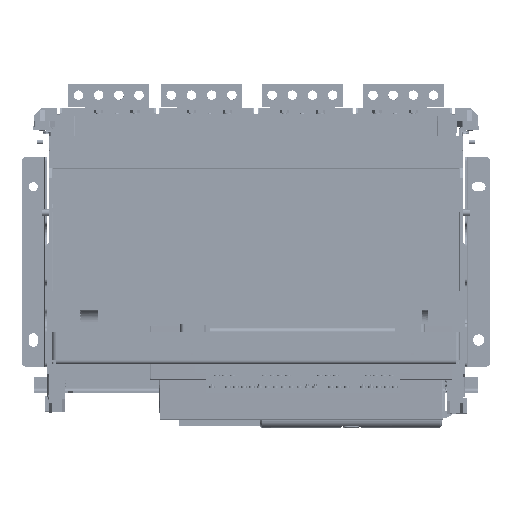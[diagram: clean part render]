
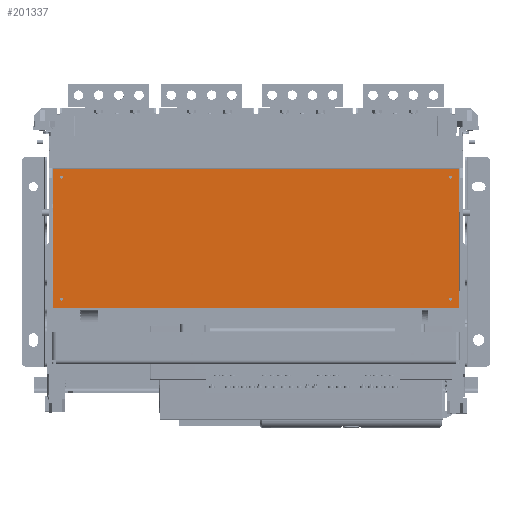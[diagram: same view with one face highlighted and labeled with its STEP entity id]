
A CAD part, top view. The second image highlights one B-rep face of the part: STEP entity #201337.
In plain terms, the highlighted planar face has unit normal (0, -0.005, 1).
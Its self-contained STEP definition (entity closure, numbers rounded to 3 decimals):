
#58733=DIRECTION('',(1.,0.,0.));
#58734=VECTOR('',#58733,504.);
#58735=CARTESIAN_POINT('',(-1.,84.812,
436.294));
#58736=LINE('',#58735,#58734);
#58861=DIRECTION('',(0.,-1.,-0.005));
#58862=VECTOR('',#58861,173.);
#58863=CARTESIAN_POINT('',(503.,257.81,437.205));
#58864=LINE('',#58863,#58862);
#58865=CARTESIAN_POINT('',(10.,246.81,437.147));
#58866=DIRECTION('',(0.,-0.005,1.));
#58867=DIRECTION('',(0.,1.,0.005));
#58868=AXIS2_PLACEMENT_3D('',#58865,#58866,#58867);
#58870=CARTESIAN_POINT('',(10.,246.81,437.147));
#58871=DIRECTION('',(0.,-0.005,1.));
#58872=DIRECTION('',(0.,-1.,
-0.005));
#58873=AXIS2_PLACEMENT_3D('',#58870,#58871,#58872);
#58875=CARTESIAN_POINT('',(492.,246.81,437.147));
#58876=DIRECTION('',(0.,-0.005,1.));
#58877=DIRECTION('',(0.,1.,0.005));
#58878=AXIS2_PLACEMENT_3D('',#58875,#58876,#58877);
#58880=CARTESIAN_POINT('',(492.,246.81,437.147));
#58881=DIRECTION('',(0.,-0.005,1.));
#58882=DIRECTION('',(0.,-1.,-0.005));
#58883=AXIS2_PLACEMENT_3D('',#58880,#58881,#58882);
#58885=CARTESIAN_POINT('',(10.,95.812,436.352));
#58886=DIRECTION('',(0.,-0.005,1.));
#58887=DIRECTION('',(0.,1.,0.005));
#58888=AXIS2_PLACEMENT_3D('',#58885,#58886,#58887);
#58890=CARTESIAN_POINT('',(10.,95.812,436.352));
#58891=DIRECTION('',(0.,-0.005,1.));
#58892=DIRECTION('',(0.,-1.,
-0.005));
#58893=AXIS2_PLACEMENT_3D('',#58890,#58891,#58892);
#58895=CARTESIAN_POINT('',(492.,95.812,436.352));
#58896=DIRECTION('',(0.,-0.005,1.));
#58897=DIRECTION('',(0.,1.,0.005));
#58898=AXIS2_PLACEMENT_3D('',#58895,#58896,#58897);
#58900=CARTESIAN_POINT('',(492.,95.812,436.352));
#58901=DIRECTION('',(0.,-0.005,1.));
#58902=DIRECTION('',(0.,-1.,-0.005));
#58903=AXIS2_PLACEMENT_3D('',#58900,#58901,#58902);
#58933=DIRECTION('',(-1.,0.,0.));
#58934=VECTOR('',#58933,504.);
#58935=CARTESIAN_POINT('',(503.,257.81,437.205));
#58936=LINE('',#58935,#58934);
#59129=DIRECTION('',(0.,-1.,-0.005));
#59130=VECTOR('',#59129,173.);
#59131=CARTESIAN_POINT('',(-1.,257.81,
437.205));
#59132=LINE('',#59131,#59130);
#111005=CARTESIAN_POINT('',(-1.,84.812,
436.294));
#111006=VERTEX_POINT('',#111005);
#111007=CARTESIAN_POINT('',(503.,84.812,436.294));
#111008=VERTEX_POINT('',#111007);
#111031=CARTESIAN_POINT('',(503.,257.81,437.205));
#111032=VERTEX_POINT('',#111031);
#111045=CARTESIAN_POINT('',(-1.,257.81,
437.205));
#111046=VERTEX_POINT('',#111045);
#111047=CARTESIAN_POINT('',(10.,248.56,
437.156));
#111048=CARTESIAN_POINT('',(10.,245.06,
437.138));
#111049=VERTEX_POINT('',#111047);
#111050=VERTEX_POINT('',#111048);
#111051=CARTESIAN_POINT('',(492.,248.56,437.156));
#111052=CARTESIAN_POINT('',(492.,245.06,437.138));
#111053=VERTEX_POINT('',#111051);
#111054=VERTEX_POINT('',#111052);
#111055=CARTESIAN_POINT('',(10.,97.562,
436.361));
#111056=CARTESIAN_POINT('',(10.,94.062,
436.343));
#111057=VERTEX_POINT('',#111055);
#111058=VERTEX_POINT('',#111056);
#111059=CARTESIAN_POINT('',(492.,97.562,436.361));
#111060=CARTESIAN_POINT('',(492.,94.062,436.343));
#111061=VERTEX_POINT('',#111059);
#111062=VERTEX_POINT('',#111060);
#201300=CARTESIAN_POINT('',(251.,257.81,437.205));
#201301=DIRECTION('',(0.,-0.005,1.));
#201302=DIRECTION('',(0.,1.,0.005));
#201303=AXIS2_PLACEMENT_3D('',#201300,#201301,#201302);
#201304=PLANE('',#201303);
#201306=ORIENTED_EDGE('',*,*,#201305,.F.);
#201307=ORIENTED_EDGE('',*,*,#201263,.T.);
#201308=ORIENTED_EDGE('',*,*,#201176,.F.);
#201310=ORIENTED_EDGE('',*,*,#201309,.F.);
#201311=EDGE_LOOP('',(#201306,#201307,#201308,#201310));
#201312=FACE_OUTER_BOUND('',#201311,.F.);
#201314=ORIENTED_EDGE('',*,*,#201313,.T.);
#201316=ORIENTED_EDGE('',*,*,#201315,.T.);
#201317=EDGE_LOOP('',(#201314,#201316));
#201318=FACE_BOUND('',#201317,.F.);
#201320=ORIENTED_EDGE('',*,*,#201319,.T.);
#201322=ORIENTED_EDGE('',*,*,#201321,.T.);
#201323=EDGE_LOOP('',(#201320,#201322));
#201324=FACE_BOUND('',#201323,.F.);
#201326=ORIENTED_EDGE('',*,*,#201325,.T.);
#201328=ORIENTED_EDGE('',*,*,#201327,.T.);
#201329=EDGE_LOOP('',(#201326,#201328));
#201330=FACE_BOUND('',#201329,.F.);
#201332=ORIENTED_EDGE('',*,*,#201331,.T.);
#201334=ORIENTED_EDGE('',*,*,#201333,.T.);
#201335=EDGE_LOOP('',(#201332,#201334));
#201336=FACE_BOUND('',#201335,.F.);
#201337=ADVANCED_FACE('',(#201312,#201318,#201324,#201330,#201336),#201304,.T.);
#58869=CIRCLE('',#58868,1.75);
#58874=CIRCLE('',#58873,1.75);
#58879=CIRCLE('',#58878,1.75);
#58884=CIRCLE('',#58883,1.75);
#58889=CIRCLE('',#58888,1.75);
#58894=CIRCLE('',#58893,1.75);
#58899=CIRCLE('',#58898,1.75);
#58904=CIRCLE('',#58903,1.75);
#201176=EDGE_CURVE('',#111006,#111008,#58736,.T.);
#201263=EDGE_CURVE('',#111032,#111008,#58864,.T.);
#201305=EDGE_CURVE('',#111032,#111046,#58936,.T.);
#201309=EDGE_CURVE('',#111046,#111006,#59132,.T.);
#201313=EDGE_CURVE('',#111049,#111050,#58869,.T.);
#201315=EDGE_CURVE('',#111050,#111049,#58874,.T.);
#201319=EDGE_CURVE('',#111053,#111054,#58879,.T.);
#201321=EDGE_CURVE('',#111054,#111053,#58884,.T.);
#201325=EDGE_CURVE('',#111057,#111058,#58889,.T.);
#201327=EDGE_CURVE('',#111058,#111057,#58894,.T.);
#201331=EDGE_CURVE('',#111061,#111062,#58899,.T.);
#201333=EDGE_CURVE('',#111062,#111061,#58904,.T.);
